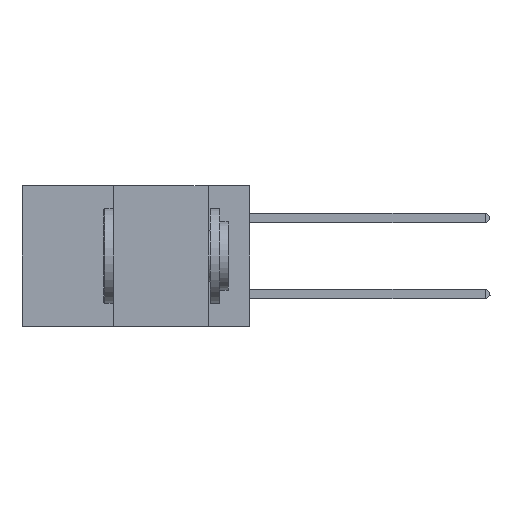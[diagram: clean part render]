
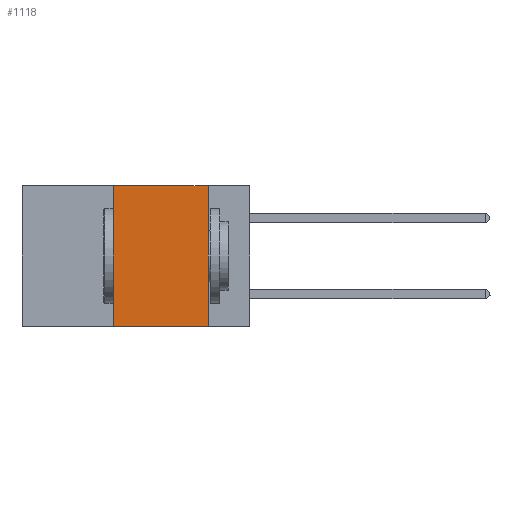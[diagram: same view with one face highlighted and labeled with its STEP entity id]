
A CAD part, left-side view. The second image highlights one B-rep face of the part: STEP entity #1118.
In plain terms, the highlighted planar face has unit normal (-1, 0, 0).
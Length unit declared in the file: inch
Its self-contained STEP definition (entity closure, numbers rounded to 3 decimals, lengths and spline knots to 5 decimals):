
#1118 = ADVANCED_FACE ( 'NONE', ( #6678 ), #6569, .F. ) ;
#2048 = LINE ( 'NONE', #12331, #5770 ) ;
#2269 = VERTEX_POINT ( 'NONE', #19729 ) ;
#3260 = EDGE_CURVE ( 'NONE', #16044, #17490, #13483, .T. ) ;
#3359 = CARTESIAN_POINT ( 'NONE',  ( 0., 0.6, 0. ) ) ;
#3637 = DIRECTION ( 'NONE',  ( 0., 0., -1. ) ) ;
#4115 = DIRECTION ( 'NONE',  ( 0., 0., 1. ) ) ;
#5770 = VECTOR ( 'NONE', #3637, 39.37008 ) ;
#5923 = ORIENTED_EDGE ( 'NONE', *, *, #6196, .T. ) ;
#6196 = EDGE_CURVE ( 'NONE', #16044, #2269, #9364, .T. ) ;
#6569 = PLANE ( 'NONE',  #13709 ) ;
#6678 = FACE_OUTER_BOUND ( 'NONE', #18164, .T. ) ;
#8116 = CARTESIAN_POINT ( 'NONE',  ( 0., 0.6, -0.37 ) ) ;
#9364 = LINE ( 'NONE', #8116, #19772 ) ;
#10043 = DIRECTION ( 'NONE',  ( 0., -1., 0. ) ) ;
#12331 = CARTESIAN_POINT ( 'NONE',  ( 0., 0.11, 0. ) ) ;
#12809 = CARTESIAN_POINT ( 'NONE',  ( 0., 0.36, 0. ) ) ;
#13170 = ORIENTED_EDGE ( 'NONE', *, *, #21674, .F. ) ;
#13483 = LINE ( 'NONE', #16130, #22049 ) ;
#13709 = AXIS2_PLACEMENT_3D ( 'NONE', #3359, #20502, #15331 ) ;
#15136 = CARTESIAN_POINT ( 'NONE',  ( 0., 0.36, -0.37 ) ) ;
#15321 = CARTESIAN_POINT ( 'NONE',  ( 0., 0.6, 0. ) ) ;
#15331 = DIRECTION ( 'NONE',  ( 0., 0., -1. ) ) ;
#15501 = VERTEX_POINT ( 'NONE', #18451 ) ;
#15904 = VECTOR ( 'NONE', #17004, 39.37008 ) ;
#16044 = VERTEX_POINT ( 'NONE', #15136 ) ;
#16130 = CARTESIAN_POINT ( 'NONE',  ( 0., 0.36, 0. ) ) ;
#17004 = DIRECTION ( 'NONE',  ( 0., -1., 0. ) ) ;
#17490 = VERTEX_POINT ( 'NONE', #12809 ) ;
#17699 = EDGE_CURVE ( 'NONE', #15501, #2269, #2048, .T. ) ;
#17748 = LINE ( 'NONE', #15321, #15904 ) ;
#18164 = EDGE_LOOP ( 'NONE', ( #21947, #13170, #21867, #5923 ) ) ;
#18451 = CARTESIAN_POINT ( 'NONE',  ( 0., 0.11, 0. ) ) ;
#19729 = CARTESIAN_POINT ( 'NONE',  ( 0., 0.11, -0.37 ) ) ;
#19772 = VECTOR ( 'NONE', #10043, 39.37008 ) ;
#20502 = DIRECTION ( 'NONE',  ( 1., 0., 0. ) ) ;
#21674 = EDGE_CURVE ( 'NONE', #17490, #15501, #17748, .T. ) ;
#21867 = ORIENTED_EDGE ( 'NONE', *, *, #3260, .F. ) ;
#21947 = ORIENTED_EDGE ( 'NONE', *, *, #17699, .F. ) ;
#22049 = VECTOR ( 'NONE', #4115, 39.37008 ) ;
